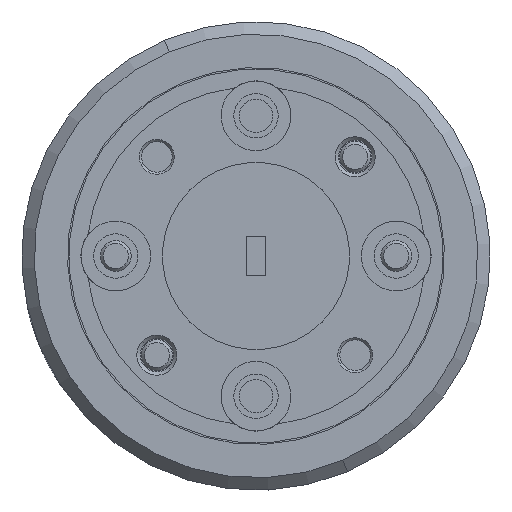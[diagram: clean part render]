
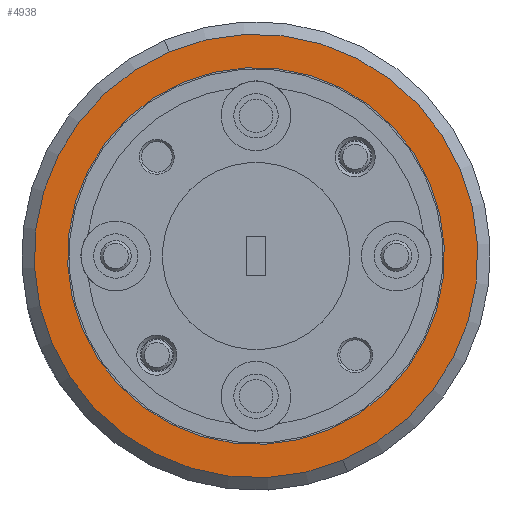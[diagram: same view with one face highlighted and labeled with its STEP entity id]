
A CAD part, left-side view. The second image highlights one B-rep face of the part: STEP entity #4938.
In plain terms, the highlighted planar face has unit normal (-1, 0, 0).
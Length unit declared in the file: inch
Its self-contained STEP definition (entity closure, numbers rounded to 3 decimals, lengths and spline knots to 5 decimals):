
#639 = ORIENTED_EDGE ( 'NONE', *, *, #4839, .T. ) ;
#678 = DIRECTION ( 'NONE',  ( -1., 0., 0. ) ) ;
#712 = DIRECTION ( 'NONE',  ( 0., -0.391, -0.921 ) ) ;
#1356 = CIRCLE ( 'NONE', #6625, 0.378 ) ;
#1439 = DIRECTION ( 'NONE',  ( 0., -0.391, -0.921 ) ) ;
#1963 = DIRECTION ( 'NONE',  ( 0., -0.391, -0.921 ) ) ;
#2703 = PLANE ( 'NONE',  #5129 ) ;
#3815 = DIRECTION ( 'NONE',  ( -1., 0., 0. ) ) ;
#4127 = EDGE_CURVE ( 'NONE', #9144, #6416, #12475, .T. ) ;
#4346 = DIRECTION ( 'NONE',  ( 1., 0., 0. ) ) ;
#4839 = EDGE_CURVE ( 'NONE', #8593, #8133, #6409, .T. ) ;
#4863 = CARTESIAN_POINT ( 'NONE',  ( -1.659, -0.065, -0.09 ) ) ;
#4938 = ADVANCED_FACE ( 'NONE', ( #12707, #11720 ), #2703, .F. ) ;
#5022 = EDGE_CURVE ( 'NONE', #8133, #8593, #1356, .T. ) ;
#5129 = AXIS2_PLACEMENT_3D ( 'NONE', #5717, #9732, #712 ) ;
#5384 = CARTESIAN_POINT ( 'NONE',  ( -1.659, -0.2127, -0.43795 ) ) ;
#5630 = DIRECTION ( 'NONE',  ( 0., -0.391, -0.921 ) ) ;
#5717 = CARTESIAN_POINT ( 'NONE',  ( -1.659, -0.065, -0.09 ) ) ;
#6409 = CIRCLE ( 'NONE', #11662, 0.378 ) ;
#6416 = VERTEX_POINT ( 'NONE', #11576 ) ;
#6625 = AXIS2_PLACEMENT_3D ( 'NONE', #4863, #6970, #1963 ) ;
#6970 = DIRECTION ( 'NONE',  ( 1., 0., 0. ) ) ;
#7020 = AXIS2_PLACEMENT_3D ( 'NONE', #12920, #3815, #7831 ) ;
#7309 = CARTESIAN_POINT ( 'NONE',  ( -1.659, -0.065, -0.09 ) ) ;
#7645 = CIRCLE ( 'NONE', #7020, 0.445 ) ;
#7831 = DIRECTION ( 'NONE',  ( 0., -0.391, -0.921 ) ) ;
#7878 = EDGE_LOOP ( 'NONE', ( #11065, #639 ) ) ;
#7964 = CARTESIAN_POINT ( 'NONE',  ( -1.659, 0.10888, 0.31962 ) ) ;
#8044 = AXIS2_PLACEMENT_3D ( 'NONE', #9896, #678, #5630 ) ;
#8045 = EDGE_CURVE ( 'NONE', #6416, #9144, #7645, .T. ) ;
#8133 = VERTEX_POINT ( 'NONE', #12122 ) ;
#8365 = EDGE_LOOP ( 'NONE', ( #10468, #11621 ) ) ;
#8593 = VERTEX_POINT ( 'NONE', #5384 ) ;
#9144 = VERTEX_POINT ( 'NONE', #7964 ) ;
#9732 = DIRECTION ( 'NONE',  ( 1., 0., 0. ) ) ;
#9896 = CARTESIAN_POINT ( 'NONE',  ( -1.659, -0.065, -0.09 ) ) ;
#10468 = ORIENTED_EDGE ( 'NONE', *, *, #8045, .T. ) ;
#11065 = ORIENTED_EDGE ( 'NONE', *, *, #5022, .T. ) ;
#11576 = CARTESIAN_POINT ( 'NONE',  ( -1.659, -0.23888, -0.49962 ) ) ;
#11621 = ORIENTED_EDGE ( 'NONE', *, *, #4127, .T. ) ;
#11662 = AXIS2_PLACEMENT_3D ( 'NONE', #7309, #4346, #1439 ) ;
#11720 = FACE_BOUND ( 'NONE', #7878, .T. ) ;
#12122 = CARTESIAN_POINT ( 'NONE',  ( -1.659, 0.0827, 0.25795 ) ) ;
#12475 = CIRCLE ( 'NONE', #8044, 0.445 ) ;
#12707 = FACE_OUTER_BOUND ( 'NONE', #8365, .T. ) ;
#12920 = CARTESIAN_POINT ( 'NONE',  ( -1.659, -0.065, -0.09 ) ) ;
